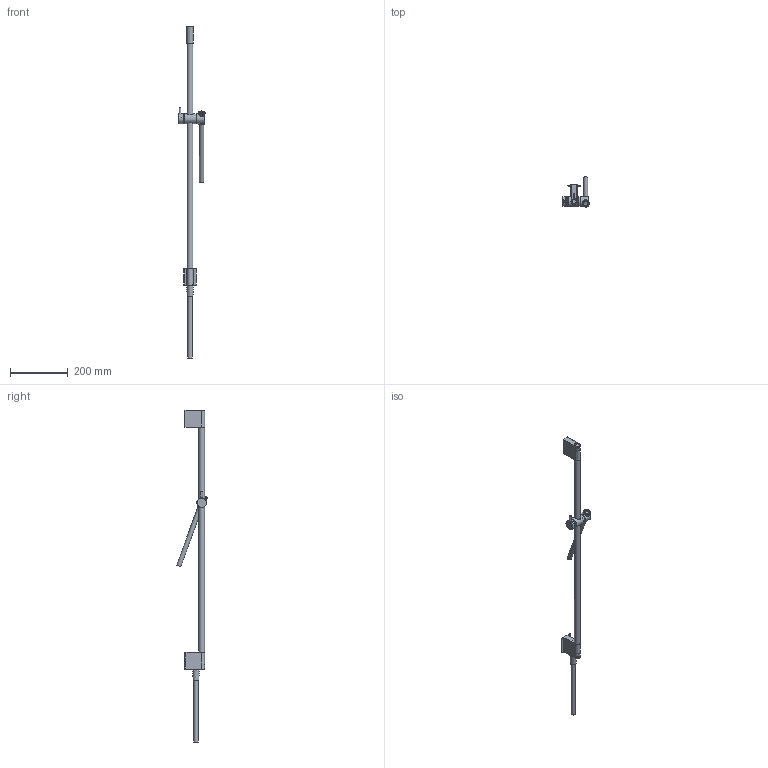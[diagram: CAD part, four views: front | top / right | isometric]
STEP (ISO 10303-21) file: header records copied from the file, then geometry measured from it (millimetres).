
FILE_DESCRIPTION(/* description */ ('Unknown'),/* implementation_level */ '2;1');
FILE_NAME(/* name */ 'M274',/* time_stamp */ '2021-05-26T11:40:44+02:00',/* author */ ('Unknown'),/* organization */ ('Unknown'),/* preprocessor_version */ 'ST-DEVELOPER v16.7',/* originating_system */ 'DEX',/* authorisation */ $);
FILE_SCHEMA (('AUTOMOTIVE_DESIGN {1 0 10303 214 3 1 1}'));
Length unit declared in the file: millimetre
Products named in the file (24): M274; C076042_02100ZZ; E108025_02100SC_ASM_oa_0; C131002_00101ZZ; C061001_00101ZZ; C102005_00101ZZ; C076001_00101ZZ; A130010_00101SA; A130011_00101SA; E003038_02100SA_AF2_ASM_oa_1; A047024_00101ZZ; A089012_00101ZZ; M015-001; M376; A101051_00101ZZ; E055067_12700ZZ_ASM; E055067_12700DE_ASM; A063053_C0200ZZ_ASM; A063053_C0200ZZ_EROG; A063053_C0200ZZ_GOMMA; A030105_00700ZZ; E133031_00000DA_ASM; A133031_02200ZZ; A040002_18136ZZ
Assembly tree (25 placements, depth 6):
  M274
    C076042_02100ZZ
    E108025_02100SC_ASM_oa_0
      C131002_00101ZZ
      C061001_00101ZZ
      C102005_00101ZZ
      C076001_00101ZZ
    A130010_00101SA
    A130011_00101SA
    E003038_02100SA_AF2_ASM_oa_1
      A047024_00101ZZ  x2
      A089012_00101ZZ
    M015-001  x2
    M376
      A101051_00101ZZ
      E055067_12700ZZ_ASM
        E055067_12700DE_ASM
          A063053_C0200ZZ_ASM
            A063053_C0200ZZ_EROG
            A063053_C0200ZZ_GOMMA
          A030105_00700ZZ
      E133031_00000DA_ASM
        A133031_02200ZZ
      A040002_18136ZZ
Bounding box: 91.8 x 106.08 x 1151.67 mm (x, y, z)
Volume: 217008.6 mm3; surface area: 200233.4 mm2
Topology: 14 solids, 14 shells, 837 faces, 2137 edges, 1351 vertices
Faces by surface type: plane 259, cylinder 228, bspline 163, torus 85, cone 76, sphere 26
Full cylindrical faces by diameter (mm): 4 x9, 4.478 x2, 4.5 x1, 6 x1, 8 x1, 14 x1, 15 x2, 15.1 x2, 15.3 x1, 16 x2, 16.3 x1, 16.5 x2, 17 x2, 19 x1, 19.2 x1, 20 x2, 20.8 x4, 21.4 x2, 25 x1, 28 x1, 28.4 x1, 29.85 x1, 30.4 x1, 30.7 x1, 31.1 x1, 33.5 x3
Entity records: 34281 total; most frequent: CARTESIAN_POINT 16129, ORIENTED_EDGE 3816, DIRECTION 3458, EDGE_CURVE 1908, AXIS2_PLACEMENT_3D 1395, VERTEX_POINT 1231, EDGE_LOOP 893, FACE_BOUND 893
